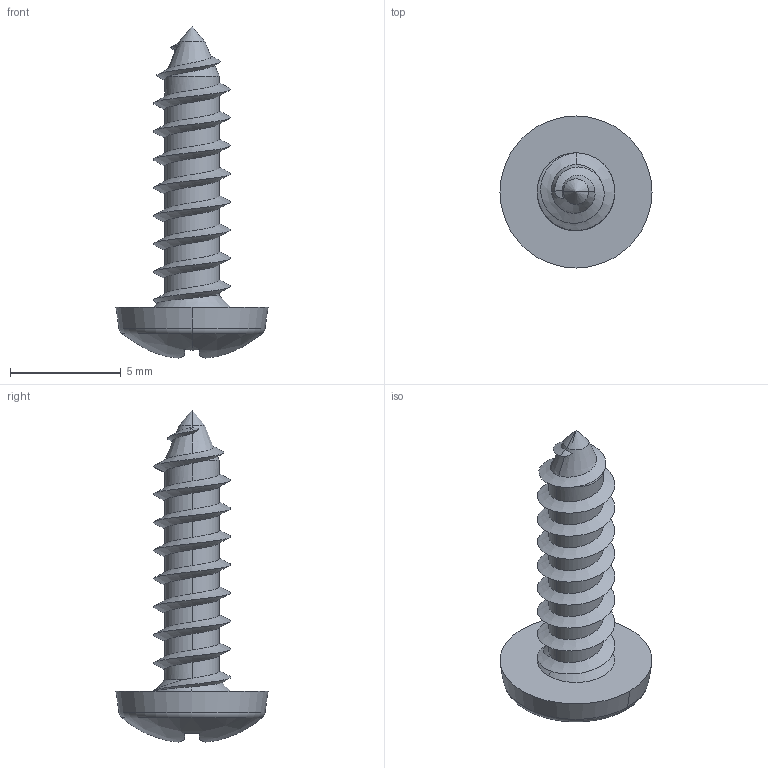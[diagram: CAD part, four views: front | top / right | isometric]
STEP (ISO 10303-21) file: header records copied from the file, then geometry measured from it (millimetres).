
FILE_DESCRIPTION (( 'STEP AP203' ), '1' );
FILE_NAME ('B00GI7IWXG.3D.STEP', '2013-12-30T07:37:56', ( 'COMP' ), ( 'KTL' ), 'SwSTEP 2.0', 'SolidWorks 2010', '' );
FILE_SCHEMA (( 'CONFIG_CONTROL_DESIGN' ));
Length unit declared in the file: millimetre
Products named in the file (1): B00GI7IWXG.3D
Bounding box: 6.86 x 6.86 x 14.98 mm (x, y, z)
Volume: 117.1 mm3; surface area: 262.8 mm2
Topology: 1 solids, 1 shells, 61 faces, 165 edges, 104 vertices
Faces by surface type: bspline 24, cylinder 18, cone 13, sphere 2, torus 2, plane 2
Entity records: 4676 total; most frequent: CARTESIAN_POINT 3269, ORIENTED_EDGE 324, DIRECTION 219, EDGE_CURVE 162, VERTEX_POINT 104, AXIS2_PLACEMENT_3D 74, VECTOR 71, LINE 71
